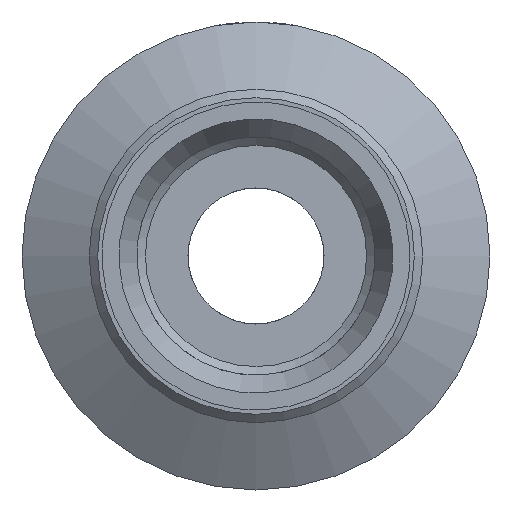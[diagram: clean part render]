
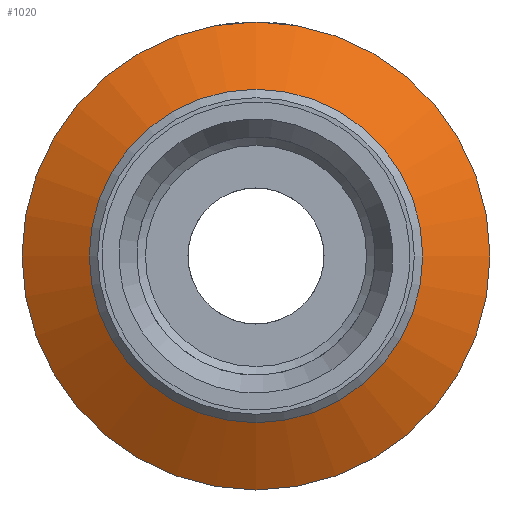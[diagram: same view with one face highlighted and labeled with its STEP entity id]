
A CAD part, front view. The second image highlights one B-rep face of the part: STEP entity #1020.
In plain terms, the highlighted conical face has half-angle 60 degrees and reference radius 13.75 mm.
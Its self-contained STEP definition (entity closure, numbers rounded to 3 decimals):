
#74=CONICAL_SURFACE('',#1175,13.75,1.047);
#108=FACE_OUTER_BOUND('',#170,.T.);
#170=EDGE_LOOP('',(#846,#847,#848,#849,#850,#851));
#224=LINE('',#1761,#276);
#276=VECTOR('',#1460,13.75);
#379=CIRCLE('',#1173,9.8);
#380=CIRCLE('',#1174,9.8);
#381=CIRCLE('',#1176,13.75);
#382=CIRCLE('',#1177,13.75);
#469=VERTEX_POINT('',#1752);
#470=VERTEX_POINT('',#1754);
#471=VERTEX_POINT('',#1758);
#472=VERTEX_POINT('',#1759);
#606=EDGE_CURVE('',#469,#470,#379,.T.);
#607=EDGE_CURVE('',#470,#469,#380,.T.);
#608=EDGE_CURVE('',#471,#472,#381,.T.);
#609=EDGE_CURVE('',#472,#470,#224,.T.);
#610=EDGE_CURVE('',#472,#471,#382,.T.);
#846=ORIENTED_EDGE('',*,*,#608,.T.);
#847=ORIENTED_EDGE('',*,*,#609,.T.);
#848=ORIENTED_EDGE('',*,*,#606,.F.);
#849=ORIENTED_EDGE('',*,*,#607,.F.);
#850=ORIENTED_EDGE('',*,*,#609,.F.);
#851=ORIENTED_EDGE('',*,*,#610,.T.);
#1020=ADVANCED_FACE('',(#108),#74,.T.);
#1173=AXIS2_PLACEMENT_3D('',#1755,#1452,#1453);
#1174=AXIS2_PLACEMENT_3D('',#1756,#1454,#1455);
#1175=AXIS2_PLACEMENT_3D('',#1757,#1456,#1457);
#1176=AXIS2_PLACEMENT_3D('',#1760,#1458,#1459);
#1177=AXIS2_PLACEMENT_3D('',#1762,#1461,#1462);
#1452=DIRECTION('center_axis',(0.,-1.,0.));
#1453=DIRECTION('ref_axis',(0.,0.,-1.));
#1454=DIRECTION('center_axis',(0.,-1.,0.));
#1455=DIRECTION('ref_axis',(0.,0.,-1.));
#1456=DIRECTION('center_axis',(0.,1.,0.));
#1457=DIRECTION('ref_axis',(0.,0.,1.));
#1458=DIRECTION('center_axis',(0.,-1.,0.));
#1459=DIRECTION('ref_axis',(0.,0.,-1.));
#1460=DIRECTION('',(0.,-0.5,0.866));
#1461=DIRECTION('center_axis',(0.,-1.,0.));
#1462=DIRECTION('ref_axis',(0.,0.,-1.));
#1752=CARTESIAN_POINT('',(-4.203,-12.536,50.798));
#1754=CARTESIAN_POINT('',(-4.203,-12.536,31.198));
#1755=CARTESIAN_POINT('Origin',(-4.203,-12.536,40.998));
#1756=CARTESIAN_POINT('Origin',(-4.203,-12.536,40.998));
#1757=CARTESIAN_POINT('Origin',(-4.203,-10.255,40.998));
#1758=CARTESIAN_POINT('',(-4.203,-10.255,54.748));
#1759=CARTESIAN_POINT('',(-4.203,-10.255,27.248));
#1760=CARTESIAN_POINT('Origin',(-4.203,-10.255,40.998));
#1761=CARTESIAN_POINT('',(-4.203,-10.255,27.248));
#1762=CARTESIAN_POINT('Origin',(-4.203,-10.255,40.998));
